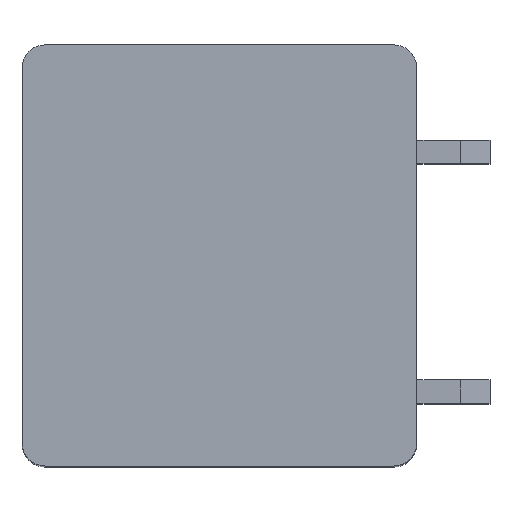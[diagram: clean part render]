
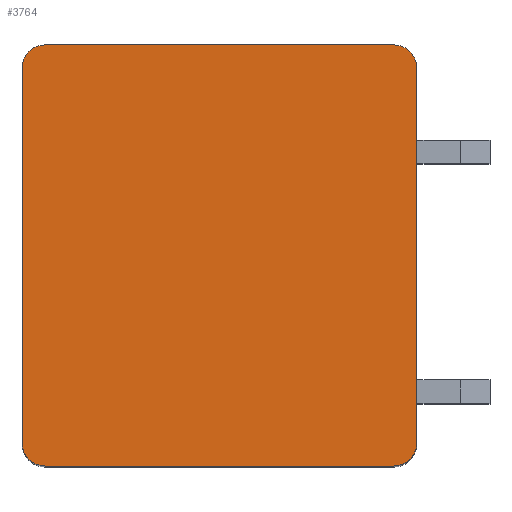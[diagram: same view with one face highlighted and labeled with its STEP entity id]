
A CAD part, top view. The second image highlights one B-rep face of the part: STEP entity #3764.
In plain terms, the highlighted planar face has unit normal (0, 0, 1).
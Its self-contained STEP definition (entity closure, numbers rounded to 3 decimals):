
#613=CARTESIAN_POINT('',(-5.95,6.4,2.5));
#614=DIRECTION('',(0.,0.,1.));
#615=DIRECTION('',(0.,1.,0.));
#616=AXIS2_PLACEMENT_3D('',#613,#614,#615);
#618=DIRECTION('',(-1.,0.,0.));
#619=VECTOR('',#618,11.9);
#620=CARTESIAN_POINT('',(5.95,7.2,2.5));
#621=LINE('',#620,#619);
#622=CARTESIAN_POINT('',(5.95,6.4,2.5));
#623=DIRECTION('',(0.,0.,1.));
#624=DIRECTION('',(1.,0.,0.));
#625=AXIS2_PLACEMENT_3D('',#622,#623,#624);
#627=DIRECTION('',(0.,1.,0.));
#628=VECTOR('',#627,12.8);
#629=CARTESIAN_POINT('',(6.75,-6.4,2.5));
#630=LINE('',#629,#628);
#631=CARTESIAN_POINT('',(5.95,-6.4,2.5));
#632=DIRECTION('',(0.,0.,1.));
#633=DIRECTION('',(0.,-1.,0.));
#634=AXIS2_PLACEMENT_3D('',#631,#632,#633);
#636=DIRECTION('',(1.,0.,0.));
#637=VECTOR('',#636,11.9);
#638=CARTESIAN_POINT('',(-5.95,-7.2,2.5));
#639=LINE('',#638,#637);
#640=CARTESIAN_POINT('',(-5.95,-6.4,2.5));
#641=DIRECTION('',(0.,0.,1.));
#642=DIRECTION('',(-1.,0.,0.));
#643=AXIS2_PLACEMENT_3D('',#640,#641,#642);
#645=DIRECTION('',(0.,-1.,0.));
#646=VECTOR('',#645,12.8);
#647=CARTESIAN_POINT('',(-6.75,6.4,2.5));
#648=LINE('',#647,#646);
#2657=CARTESIAN_POINT('',(-5.95,7.2,2.5));
#2658=VERTEX_POINT('',#2657);
#2659=CARTESIAN_POINT('',(-6.75,6.4,2.5));
#2660=VERTEX_POINT('',#2659);
#2665=CARTESIAN_POINT('',(6.75,6.4,2.5));
#2666=VERTEX_POINT('',#2665);
#2667=CARTESIAN_POINT('',(5.95,7.2,2.5));
#2668=VERTEX_POINT('',#2667);
#2673=CARTESIAN_POINT('',(-6.75,-6.4,2.5));
#2674=VERTEX_POINT('',#2673);
#2675=CARTESIAN_POINT('',(-5.95,-7.2,2.5));
#2676=VERTEX_POINT('',#2675);
#2681=CARTESIAN_POINT('',(5.95,-7.2,2.5));
#2682=VERTEX_POINT('',#2681);
#2683=CARTESIAN_POINT('',(6.75,-6.4,2.5));
#2684=VERTEX_POINT('',#2683);
#3749=CARTESIAN_POINT('',(0.,0.,2.5));
#3750=DIRECTION('',(0.,0.,1.));
#3751=DIRECTION('',(1.,0.,0.));
#3752=AXIS2_PLACEMENT_3D('',#3749,#3750,#3751);
#3753=PLANE('',#3752);
#3754=ORIENTED_EDGE('',*,*,#3357,.F.);
#3755=ORIENTED_EDGE('',*,*,#3373,.F.);
#3756=ORIENTED_EDGE('',*,*,#3482,.F.);
#3757=ORIENTED_EDGE('',*,*,#3497,.F.);
#3758=ORIENTED_EDGE('',*,*,#3590,.F.);
#3759=ORIENTED_EDGE('',*,*,#3603,.F.);
#3760=ORIENTED_EDGE('',*,*,#3730,.F.);
#3761=ORIENTED_EDGE('',*,*,#3742,.F.);
#3762=EDGE_LOOP('',(#3754,#3755,#3756,#3757,#3758,#3759,#3760,#3761));
#3763=FACE_OUTER_BOUND('',#3762,.F.);
#617=CIRCLE('',#616,0.8);
#626=CIRCLE('',#625,0.8);
#635=CIRCLE('',#634,0.8);
#644=CIRCLE('',#643,0.8);
#3357=EDGE_CURVE('',#2658,#2660,#617,.T.);
#3373=EDGE_CURVE('',#2668,#2658,#621,.T.);
#3482=EDGE_CURVE('',#2666,#2668,#626,.T.);
#3497=EDGE_CURVE('',#2684,#2666,#630,.T.);
#3590=EDGE_CURVE('',#2682,#2684,#635,.T.);
#3603=EDGE_CURVE('',#2676,#2682,#639,.T.);
#3730=EDGE_CURVE('',#2674,#2676,#644,.T.);
#3742=EDGE_CURVE('',#2660,#2674,#648,.T.);
#3764=ADVANCED_FACE('',(#3763),#3753,.T.);
